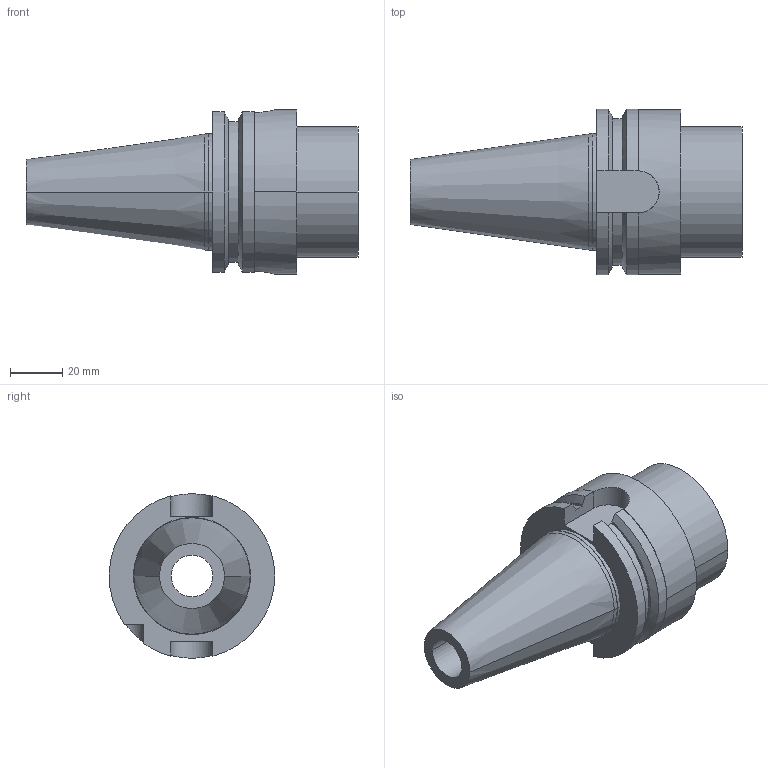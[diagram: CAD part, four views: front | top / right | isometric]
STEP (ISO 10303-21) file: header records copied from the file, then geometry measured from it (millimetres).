
FILE_DESCRIPTION((''),'2;1');
FILE_NAME('84424261','2020-01-28T10:06:49',('Thiemer'),(''),'CREO PARAMETRIC BY PTC INC, 2018400','CREO PARAMETRIC BY PTC INC, 2018400','');
FILE_SCHEMA(('AUTOMOTIVE_DESIGN { 1 0 10303 214 1 1 1 1 }'));
Length unit declared in the file: millimetre
Products named in the file (1): 84424261
Bounding box: 127.3 x 63.54 x 63 mm (x, y, z)
Volume: 134268.9 mm3; surface area: 34132.9 mm2
Topology: 1 solids, 1 shells, 63 faces, 159 edges, 103 vertices
Faces by surface type: plane 24, cylinder 24, cone 12, torus 3
Entity records: 3020 total; most frequent: CARTESIAN_POINT 489, DIRECTION 375, ORIENTED_EDGE 318, PRESENTATION_STYLE_ASSIGNMENT 187, STYLED_ITEM 187, CURVE_STYLE 186, EDGE_CURVE 159, AXIS2_PLACEMENT_3D 146
